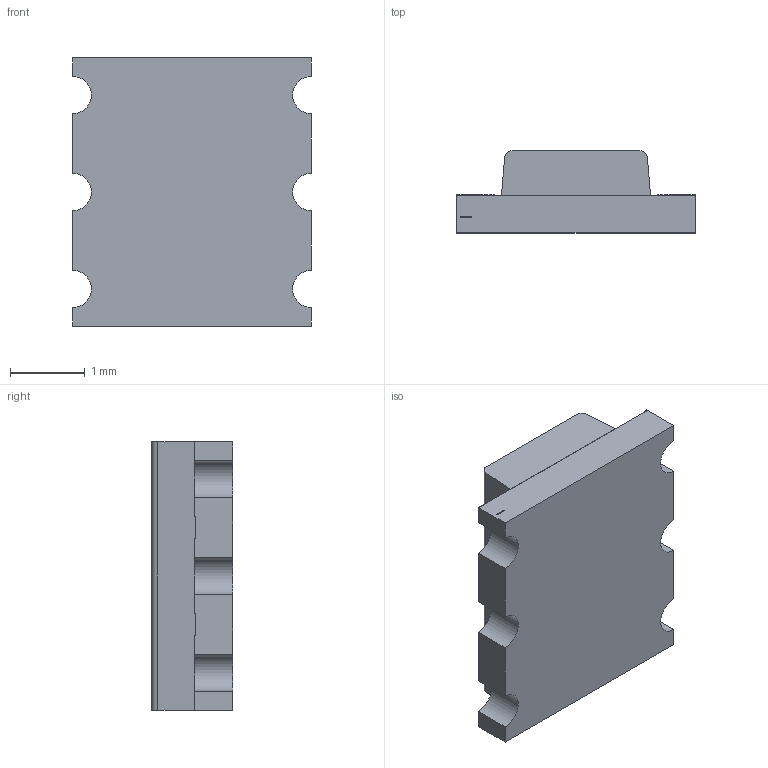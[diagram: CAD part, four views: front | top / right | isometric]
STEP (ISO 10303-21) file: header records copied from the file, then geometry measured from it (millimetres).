
FILE_DESCRIPTION (( 'STEP AP214' ), '1' );
FILE_NAME ('XZxxxxxx61W.STEP', '2015-09-11T16:48:13', ( '' ), ( '' ), 'SwSTEP 2.0', 'SolidWorks 2012', '' );
FILE_SCHEMA (( 'AUTOMOTIVE_DESIGN' ));
Length unit declared in the file: millimetre
Products named in the file (1): XZxxxxxx61W
Bounding box: 3.2 x 1.1 x 3.6 mm (x, y, z)
Volume: 9.7 mm3; surface area: 51.9 mm2
Topology: 5 solids, 5 shells, 282 faces, 748 edges, 498 vertices
Faces by surface type: plane 166, bspline 99, cylinder 17
Entity records: 16424 total; most frequent: CARTESIAN_POINT 6884, ORIENTED_EDGE 1496, DIRECTION 952, EDGE_CURVE 748, VECTOR 516, LINE 516, VERTEX_POINT 498, EDGE_LOOP 304
